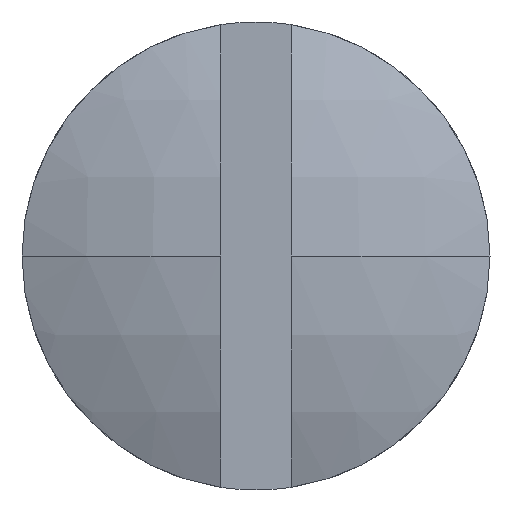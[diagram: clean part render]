
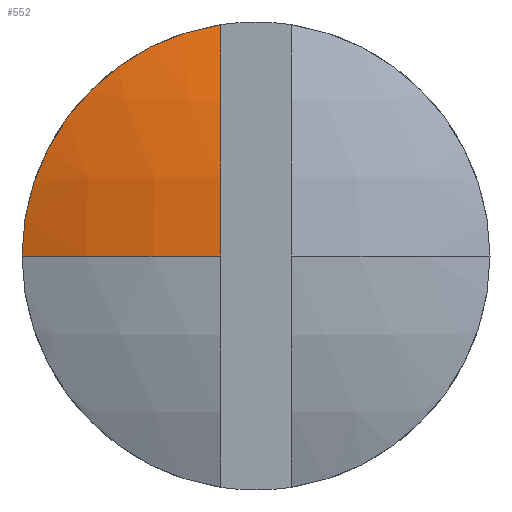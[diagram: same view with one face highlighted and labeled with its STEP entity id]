
A CAD part, left-side view. The second image highlights one B-rep face of the part: STEP entity #552.
In plain terms, the highlighted spherical face has radius 5.2 mm.
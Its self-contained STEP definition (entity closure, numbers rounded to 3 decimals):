
#9 = DIRECTION ( 'NONE',  ( 0., 0., -1. ) ) ;
#44 = DIRECTION ( 'NONE',  ( -1., 0., 0. ) ) ;
#57 = ORIENTED_EDGE ( 'NONE', *, *, #1548, .F. ) ;
#86 = CIRCLE ( 'NONE', #975, 5.2 ) ;
#133 = FACE_OUTER_BOUND ( 'NONE', #1441, .T. ) ;
#137 = CIRCLE ( 'NONE', #1212, 2. ) ;
#165 = EDGE_CURVE ( 'NONE', #518, #1158, #137, .T. ) ;
#170 = VERTEX_POINT ( 'NONE', #520 ) ;
#171 = CARTESIAN_POINT ( 'NONE',  ( 0.4, 0.3, 1.977 ) ) ;
#177 = DIRECTION ( 'NONE',  ( 0., 0., 1. ) ) ;
#304 = AXIS2_PLACEMENT_3D ( 'NONE', #1170, #1273, #1390 ) ;
#518 = VERTEX_POINT ( 'NONE', #171 ) ;
#520 = CARTESIAN_POINT ( 'NONE',  ( 0.009, 0.3, 0. ) ) ;
#527 = DIRECTION ( 'NONE',  ( 0., 1., 0. ) ) ;
#552 = ADVANCED_FACE ( 'NONE', ( #133 ), #887, .T. ) ;
#639 = EDGE_CURVE ( 'NONE', #1158, #170, #86, .T. ) ;
#742 = ORIENTED_EDGE ( 'NONE', *, *, #639, .T. ) ;
#788 = CARTESIAN_POINT ( 'NONE',  ( 5.2, 0., 0. ) ) ;
#856 = ORIENTED_EDGE ( 'NONE', *, *, #165, .T. ) ;
#887 = SPHERICAL_SURFACE ( 'NONE', #1490, 5.2 ) ;
#975 = AXIS2_PLACEMENT_3D ( 'NONE', #788, #177, #1045 ) ;
#988 = CIRCLE ( 'NONE', #304, 5.191 ) ;
#1006 = CARTESIAN_POINT ( 'NONE',  ( 5.2, 0., 0. ) ) ;
#1045 = DIRECTION ( 'NONE',  ( 1., 0., 0. ) ) ;
#1147 = CARTESIAN_POINT ( 'NONE',  ( 0.4, 0., 0. ) ) ;
#1158 = VERTEX_POINT ( 'NONE', #1558 ) ;
#1170 = CARTESIAN_POINT ( 'NONE',  ( 5.2, 0.3, 0. ) ) ;
#1212 = AXIS2_PLACEMENT_3D ( 'NONE', #1147, #44, #1510 ) ;
#1273 = DIRECTION ( 'NONE',  ( 0., -1., 0. ) ) ;
#1390 = DIRECTION ( 'NONE',  ( 0., 0., -1. ) ) ;
#1441 = EDGE_LOOP ( 'NONE', ( #856, #742, #57 ) ) ;
#1490 = AXIS2_PLACEMENT_3D ( 'NONE', #1006, #9, #527 ) ;
#1510 = DIRECTION ( 'NONE',  ( 0., 0., 1. ) ) ;
#1548 = EDGE_CURVE ( 'NONE', #518, #170, #988, .T. ) ;
#1558 = CARTESIAN_POINT ( 'NONE',  ( 0.4, 2., 0. ) ) ;
